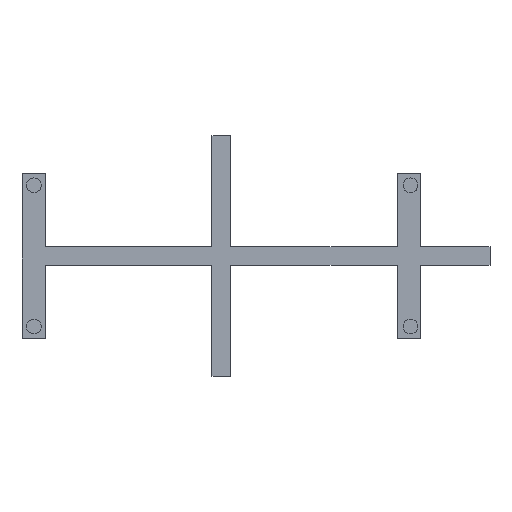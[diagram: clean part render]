
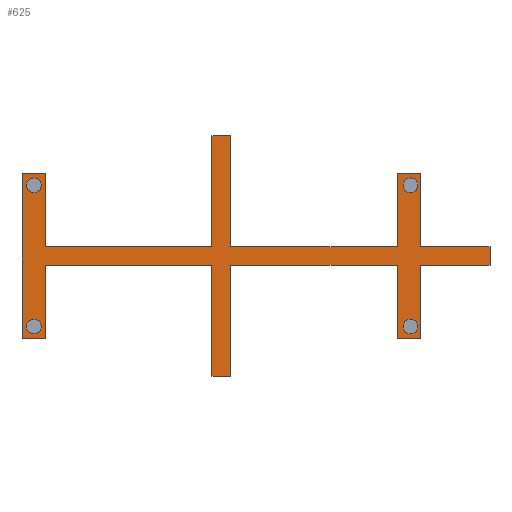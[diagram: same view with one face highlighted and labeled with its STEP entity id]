
A CAD part, top view. The second image highlights one B-rep face of the part: STEP entity #625.
In plain terms, the highlighted planar face has unit normal (0, 0, 1).
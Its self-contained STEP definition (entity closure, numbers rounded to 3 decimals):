
#15=FACE_BOUND('',#98,.T.);
#16=FACE_BOUND('',#99,.T.);
#17=FACE_BOUND('',#100,.T.);
#18=FACE_BOUND('',#101,.T.);
#20=CIRCLE('',#658,0.795);
#22=CIRCLE('',#662,0.795);
#24=CIRCLE('',#666,0.795);
#26=CIRCLE('',#670,0.795);
#63=FACE_OUTER_BOUND('',#97,.T.);
#97=EDGE_LOOP('',(#511,#512,#513,#514,#515,#516,#517,#518,#519,#520,#521,
#522,#523,#524,#525,#526,#527,#528,#529,#530,#531,#532,#533,#534));
#98=EDGE_LOOP('',(#535));
#99=EDGE_LOOP('',(#536));
#100=EDGE_LOOP('',(#537));
#101=EDGE_LOOP('',(#538));
#106=LINE('',#854,#182);
#108=LINE('',#860,#184);
#111=LINE('',#865,#187);
#113=LINE('',#869,#189);
#118=LINE('',#878,#194);
#121=LINE('',#886,#197);
#125=LINE('',#893,#201);
#128=LINE('',#899,#204);
#129=LINE('',#902,#205);
#134=LINE('',#911,#210);
#137=LINE('',#919,#213);
#141=LINE('',#926,#217);
#144=LINE('',#932,#220);
#147=LINE('',#938,#223);
#148=LINE('',#941,#224);
#155=LINE('',#975,#231);
#158=LINE('',#981,#234);
#161=LINE('',#987,#237);
#164=LINE('',#993,#240);
#167=LINE('',#998,#243);
#169=LINE('',#1002,#245);
#172=LINE('',#1007,#248);
#174=LINE('',#1011,#250);
#177=LINE('',#1016,#253);
#182=VECTOR('',#690,10.);
#184=VECTOR('',#694,10.);
#187=VECTOR('',#699,10.);
#189=VECTOR('',#703,10.);
#194=VECTOR('',#710,10.);
#197=VECTOR('',#715,10.);
#201=VECTOR('',#721,10.);
#204=VECTOR('',#726,10.);
#205=VECTOR('',#729,10.);
#210=VECTOR('',#736,10.);
#213=VECTOR('',#741,10.);
#217=VECTOR('',#747,10.);
#220=VECTOR('',#752,10.);
#223=VECTOR('',#757,10.);
#224=VECTOR('',#760,10.);
#231=VECTOR('',#801,10.);
#234=VECTOR('',#806,10.);
#237=VECTOR('',#811,10.);
#240=VECTOR('',#816,10.);
#243=VECTOR('',#821,10.);
#245=VECTOR('',#825,10.);
#248=VECTOR('',#830,10.);
#250=VECTOR('',#834,10.);
#253=VECTOR('',#839,10.);
#256=VERTEX_POINT('',#848);
#258=VERTEX_POINT('',#852);
#259=VERTEX_POINT('',#856);
#261=VERTEX_POINT('',#859);
#263=VERTEX_POINT('',#868);
#266=VERTEX_POINT('',#876);
#269=VERTEX_POINT('',#883);
#270=VERTEX_POINT('',#885);
#272=VERTEX_POINT('',#891);
#274=VERTEX_POINT('',#897);
#275=VERTEX_POINT('',#901);
#278=VERTEX_POINT('',#909);
#281=VERTEX_POINT('',#916);
#282=VERTEX_POINT('',#918);
#284=VERTEX_POINT('',#924);
#286=VERTEX_POINT('',#930);
#288=VERTEX_POINT('',#936);
#289=VERTEX_POINT('',#940);
#292=VERTEX_POINT('',#948);
#294=VERTEX_POINT('',#955);
#296=VERTEX_POINT('',#962);
#298=VERTEX_POINT('',#969);
#299=VERTEX_POINT('',#974);
#301=VERTEX_POINT('',#980);
#303=VERTEX_POINT('',#986);
#305=VERTEX_POINT('',#992);
#307=VERTEX_POINT('',#1001);
#309=VERTEX_POINT('',#1010);
#314=EDGE_CURVE('',#256,#258,#106,.T.);
#316=EDGE_CURVE('',#259,#261,#108,.T.);
#319=EDGE_CURVE('',#261,#258,#111,.T.);
#321=EDGE_CURVE('',#256,#263,#113,.T.);
#326=EDGE_CURVE('',#266,#259,#118,.T.);
#329=EDGE_CURVE('',#270,#269,#121,.T.);
#333=EDGE_CURVE('',#269,#272,#125,.T.);
#336=EDGE_CURVE('',#272,#274,#128,.T.);
#337=EDGE_CURVE('',#275,#270,#129,.T.);
#342=EDGE_CURVE('',#274,#278,#134,.T.);
#345=EDGE_CURVE('',#282,#281,#137,.T.);
#349=EDGE_CURVE('',#281,#284,#141,.T.);
#352=EDGE_CURVE('',#284,#286,#144,.T.);
#355=EDGE_CURVE('',#286,#288,#147,.T.);
#356=EDGE_CURVE('',#289,#282,#148,.T.);
#361=EDGE_CURVE('',#292,#292,#20,.T.);
#364=EDGE_CURVE('',#294,#294,#22,.T.);
#367=EDGE_CURVE('',#296,#296,#24,.T.);
#370=EDGE_CURVE('',#298,#298,#26,.T.);
#371=EDGE_CURVE('',#288,#299,#155,.T.);
#374=EDGE_CURVE('',#299,#301,#158,.T.);
#377=EDGE_CURVE('',#301,#303,#161,.T.);
#380=EDGE_CURVE('',#303,#305,#164,.T.);
#383=EDGE_CURVE('',#305,#275,#167,.T.);
#385=EDGE_CURVE('',#307,#278,#169,.T.);
#388=EDGE_CURVE('',#263,#307,#172,.T.);
#390=EDGE_CURVE('',#309,#266,#174,.T.);
#393=EDGE_CURVE('',#289,#309,#177,.T.);
#511=ORIENTED_EDGE('',*,*,#356,.T.);
#512=ORIENTED_EDGE('',*,*,#345,.T.);
#513=ORIENTED_EDGE('',*,*,#349,.T.);
#514=ORIENTED_EDGE('',*,*,#352,.T.);
#515=ORIENTED_EDGE('',*,*,#355,.T.);
#516=ORIENTED_EDGE('',*,*,#371,.T.);
#517=ORIENTED_EDGE('',*,*,#374,.T.);
#518=ORIENTED_EDGE('',*,*,#377,.T.);
#519=ORIENTED_EDGE('',*,*,#380,.T.);
#520=ORIENTED_EDGE('',*,*,#383,.T.);
#521=ORIENTED_EDGE('',*,*,#337,.T.);
#522=ORIENTED_EDGE('',*,*,#329,.T.);
#523=ORIENTED_EDGE('',*,*,#333,.T.);
#524=ORIENTED_EDGE('',*,*,#336,.T.);
#525=ORIENTED_EDGE('',*,*,#342,.T.);
#526=ORIENTED_EDGE('',*,*,#385,.F.);
#527=ORIENTED_EDGE('',*,*,#388,.F.);
#528=ORIENTED_EDGE('',*,*,#321,.F.);
#529=ORIENTED_EDGE('',*,*,#314,.T.);
#530=ORIENTED_EDGE('',*,*,#319,.F.);
#531=ORIENTED_EDGE('',*,*,#316,.F.);
#532=ORIENTED_EDGE('',*,*,#326,.F.);
#533=ORIENTED_EDGE('',*,*,#390,.F.);
#534=ORIENTED_EDGE('',*,*,#393,.F.);
#535=ORIENTED_EDGE('',*,*,#361,.T.);
#536=ORIENTED_EDGE('',*,*,#364,.T.);
#537=ORIENTED_EDGE('',*,*,#367,.T.);
#538=ORIENTED_EDGE('',*,*,#370,.T.);
#591=PLANE('',#681);
#625=ADVANCED_FACE('',(#63,#15,#16,#17,#18),#591,.T.);
#658=AXIS2_PLACEMENT_3D('',#950,#768,#769);
#662=AXIS2_PLACEMENT_3D('',#957,#777,#778);
#666=AXIS2_PLACEMENT_3D('',#964,#786,#787);
#670=AXIS2_PLACEMENT_3D('',#971,#795,#796);
#681=AXIS2_PLACEMENT_3D('',#1018,#841,#842);
#690=DIRECTION('',(1.,0.,0.));
#694=DIRECTION('',(1.,0.,0.));
#699=DIRECTION('',(0.,-1.,0.));
#703=DIRECTION('',(0.,-1.,0.));
#710=DIRECTION('',(0.,-1.,0.));
#715=DIRECTION('',(0.,-1.,0.));
#721=DIRECTION('',(1.,0.,0.));
#726=DIRECTION('',(0.,1.,0.));
#729=DIRECTION('',(1.,0.,0.));
#736=DIRECTION('',(1.,0.,0.));
#741=DIRECTION('',(0.,1.,0.));
#747=DIRECTION('',(-1.,0.,0.));
#752=DIRECTION('',(0.,-1.,0.));
#757=DIRECTION('',(-1.,0.,0.));
#760=DIRECTION('',(-1.,0.,0.));
#768=DIRECTION('center_axis',(0.,0.,-1.));
#769=DIRECTION('ref_axis',(-1.,0.,0.));
#777=DIRECTION('center_axis',(0.,0.,-1.));
#778=DIRECTION('ref_axis',(-1.,0.,0.));
#786=DIRECTION('center_axis',(0.,0.,-1.));
#787=DIRECTION('ref_axis',(-1.,0.,0.));
#795=DIRECTION('center_axis',(0.,0.,-1.));
#796=DIRECTION('ref_axis',(-1.,0.,0.));
#801=DIRECTION('',(0.,1.,0.));
#806=DIRECTION('',(-1.,0.,0.));
#811=DIRECTION('',(0.,-1.,0.));
#816=DIRECTION('',(1.,0.,0.));
#821=DIRECTION('',(0.,1.,0.));
#825=DIRECTION('',(0.,1.,0.));
#830=DIRECTION('',(-1.,0.,0.));
#834=DIRECTION('',(1.,0.,0.));
#839=DIRECTION('',(0.,1.,0.));
#841=DIRECTION('center_axis',(0.,0.,1.));
#842=DIRECTION('ref_axis',(1.,0.,0.));
#848=CARTESIAN_POINT('',(43.,7.885,0.));
#852=CARTESIAN_POINT('',(50.5,7.885,0.));
#854=CARTESIAN_POINT('',(43.,7.885,0.));
#856=CARTESIAN_POINT('',(43.,9.885,0.));
#859=CARTESIAN_POINT('',(50.5,9.885,0.));
#860=CARTESIAN_POINT('',(43.,9.885,0.));
#865=CARTESIAN_POINT('',(50.5,9.885,0.));
#868=CARTESIAN_POINT('',(43.,0.,0.));
#869=CARTESIAN_POINT('',(43.,17.77,0.));
#876=CARTESIAN_POINT('',(43.,17.77,0.));
#878=CARTESIAN_POINT('',(43.,17.77,0.));
#883=CARTESIAN_POINT('',(20.5,-4.115,0.));
#885=CARTESIAN_POINT('',(20.5,7.885,0.));
#886=CARTESIAN_POINT('',(20.5,21.885,0.));
#891=CARTESIAN_POINT('',(22.5,-4.115,0.));
#893=CARTESIAN_POINT('',(20.5,-4.115,0.));
#897=CARTESIAN_POINT('',(22.5,7.885,0.));
#899=CARTESIAN_POINT('',(22.5,-4.115,0.));
#901=CARTESIAN_POINT('',(2.5,7.885,0.));
#902=CARTESIAN_POINT('',(0.,7.885,0.));
#909=CARTESIAN_POINT('',(40.5,7.885,0.));
#911=CARTESIAN_POINT('',(0.,7.885,0.));
#916=CARTESIAN_POINT('',(22.5,21.885,0.));
#918=CARTESIAN_POINT('',(22.5,9.885,0.));
#919=CARTESIAN_POINT('',(22.5,-4.115,0.));
#924=CARTESIAN_POINT('',(20.5,21.885,0.));
#926=CARTESIAN_POINT('',(22.5,21.885,0.));
#930=CARTESIAN_POINT('',(20.5,9.885,0.));
#932=CARTESIAN_POINT('',(20.5,21.885,0.));
#936=CARTESIAN_POINT('',(2.5,9.885,0.));
#938=CARTESIAN_POINT('',(43.,9.885,0.));
#940=CARTESIAN_POINT('',(40.5,9.885,0.));
#941=CARTESIAN_POINT('',(43.,9.885,0.));
#948=CARTESIAN_POINT('',(42.705,16.51,0.));
#950=CARTESIAN_POINT('Origin',(41.91,16.51,0.));
#955=CARTESIAN_POINT('',(2.065,16.51,0.));
#957=CARTESIAN_POINT('Origin',(1.27,16.51,0.));
#962=CARTESIAN_POINT('',(42.705,1.27,0.));
#964=CARTESIAN_POINT('Origin',(41.91,1.27,0.));
#969=CARTESIAN_POINT('',(2.065,1.27,0.));
#971=CARTESIAN_POINT('Origin',(1.27,1.27,0.));
#974=CARTESIAN_POINT('',(2.5,17.77,0.));
#975=CARTESIAN_POINT('',(2.5,0.,0.));
#980=CARTESIAN_POINT('',(0.,17.77,0.));
#981=CARTESIAN_POINT('',(2.5,17.77,0.));
#986=CARTESIAN_POINT('',(0.,0.,0.));
#987=CARTESIAN_POINT('',(0.,17.77,0.));
#992=CARTESIAN_POINT('',(2.5,0.,0.));
#993=CARTESIAN_POINT('',(0.,0.,0.));
#998=CARTESIAN_POINT('',(2.5,0.,0.));
#1001=CARTESIAN_POINT('',(40.5,0.,0.));
#1002=CARTESIAN_POINT('',(40.5,0.,0.));
#1007=CARTESIAN_POINT('',(43.,0.,0.));
#1010=CARTESIAN_POINT('',(40.5,17.77,0.));
#1011=CARTESIAN_POINT('',(40.5,17.77,0.));
#1016=CARTESIAN_POINT('',(40.5,0.,0.));
#1018=CARTESIAN_POINT('Origin',(21.5,8.885,0.));
